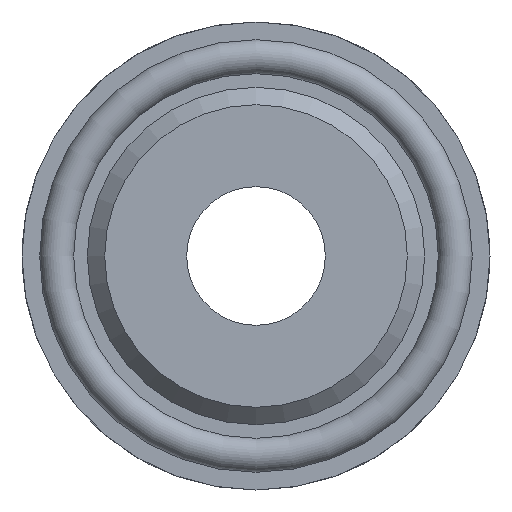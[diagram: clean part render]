
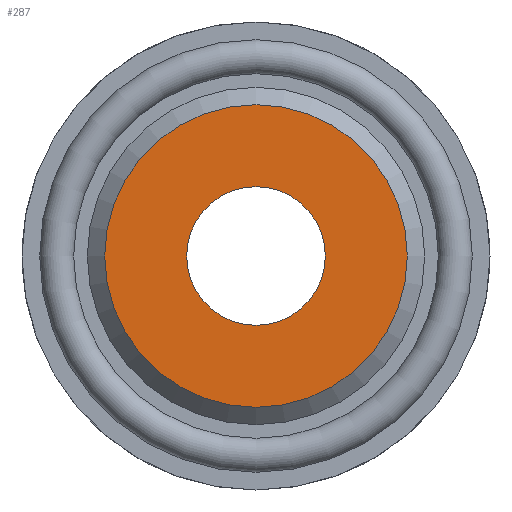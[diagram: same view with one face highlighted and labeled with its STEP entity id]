
A CAD part, front view. The second image highlights one B-rep face of the part: STEP entity #287.
In plain terms, the highlighted planar face has unit normal (0, -1, 0).
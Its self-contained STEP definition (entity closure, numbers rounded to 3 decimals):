
#236=CARTESIAN_POINT('',(4.364,0.0,0.));
#237=VERTEX_POINT('',#236);
#238=CARTESIAN_POINT('',(0.0,0.0,0.0));
#239=DIRECTION('',(0.0,1.0,0.0));
#240=DIRECTION('',(-1.0,0.0,0.0));
#241=AXIS2_PLACEMENT_3D('',#238,#239,#240);
#242=CIRCLE('',#241,4.364);
#243=EDGE_CURVE('',#237,#237,#242,.T.);
#268=CARTESIAN_POINT('',(3.432,0.0,0.0));
#269=DIRECTION('',(0.0,-1.0,0.0));
#270=DIRECTION('',(0.0,0.0,-1.0));
#271=AXIS2_PLACEMENT_3D('',#268,#269,#270);
#272=PLANE('',#271);
#273=ORIENTED_EDGE('',*,*,#243,.F.);
#274=EDGE_LOOP('',(#273));
#275=FACE_OUTER_BOUND('',#274,.T.);
#276=CARTESIAN_POINT('',(2.,0.0,0.0));
#277=VERTEX_POINT('',#276);
#278=CARTESIAN_POINT('',(0.0,0.0,0.0));
#279=DIRECTION('',(0.0,-1.0,0.0));
#280=DIRECTION('',(1.0,0.0,0.0));
#281=AXIS2_PLACEMENT_3D('',#278,#279,#280);
#282=CIRCLE('',#281,2.);
#283=EDGE_CURVE('',#277,#277,#282,.T.);
#284=ORIENTED_EDGE('',*,*,#283,.F.);
#285=EDGE_LOOP('',(#284));
#286=FACE_BOUND('',#285,.T.);
#287=ADVANCED_FACE('',(#275,#286),#272,.T.);
